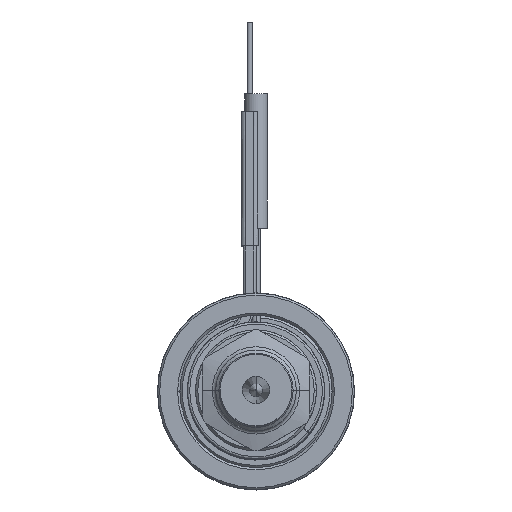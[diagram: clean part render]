
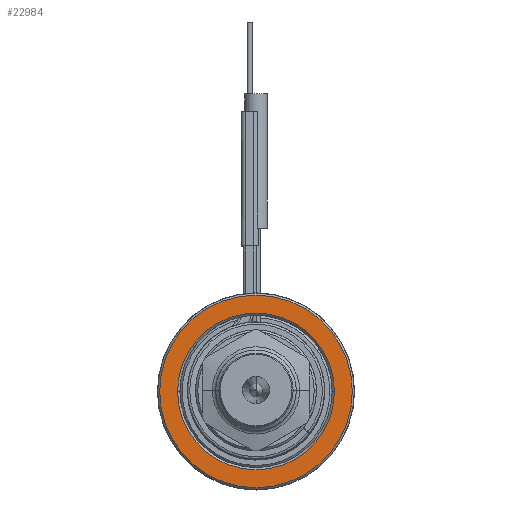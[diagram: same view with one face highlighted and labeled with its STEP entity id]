
A CAD part, top view. The second image highlights one B-rep face of the part: STEP entity #22984.
In plain terms, the highlighted planar face has unit normal (0, 0, 1).
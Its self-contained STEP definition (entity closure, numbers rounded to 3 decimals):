
#7179=CARTESIAN_POINT('',(0.,0.,40.));
#7180=DIRECTION('',(0.,0.,-1.));
#7181=DIRECTION('',(-1.,0.,0.));
#7182=AXIS2_PLACEMENT_3D('',#7179,#7180,#7181);
#7193=CARTESIAN_POINT('',(0.,0.,
40.));
#7194=DIRECTION('',(0.,0.,-1.));
#7195=DIRECTION('',(1.,0.,0.));
#7196=AXIS2_PLACEMENT_3D('',#7193,#7194,#7195);
#7207=CARTESIAN_POINT('',(0.,0.,
40.));
#7208=DIRECTION('',(0.,0.,-1.));
#7209=DIRECTION('',(1.,0.,0.));
#7210=AXIS2_PLACEMENT_3D('',#7207,#7208,#7209);
#7221=CARTESIAN_POINT('',(0.,0.,
40.));
#7222=DIRECTION('',(0.,0.,-1.));
#7223=DIRECTION('',(-1.,0.,0.));
#7224=AXIS2_PLACEMENT_3D('',#7221,#7222,#7223);
#7802=CARTESIAN_POINT('',(21.5,0.,40.));
#7803=CARTESIAN_POINT('',(-21.5,0.,40.));
#7804=VERTEX_POINT('',#7802);
#7805=VERTEX_POINT('',#7803);
#7806=CARTESIAN_POINT('',(17.5,0.,40.));
#7807=CARTESIAN_POINT('',(-17.5,0.,40.));
#7808=VERTEX_POINT('',#7806);
#7809=VERTEX_POINT('',#7807);
#22969=CARTESIAN_POINT('',(0.,0.,40.));
#22970=DIRECTION('',(0.,0.,1.));
#22971=DIRECTION('',(-1.,0.,0.));
#22972=AXIS2_PLACEMENT_3D('',#22969,#22970,#22971);
#22973=PLANE('',#22972);
#22974=ORIENTED_EDGE('',*,*,#22951,.T.);
#22975=ORIENTED_EDGE('',*,*,#22936,.T.);
#22976=EDGE_LOOP('',(#22974,#22975));
#22977=FACE_OUTER_BOUND('',#22976,.F.);
#22979=ORIENTED_EDGE('',*,*,#22978,.F.);
#22981=ORIENTED_EDGE('',*,*,#22980,.F.);
#22982=EDGE_LOOP('',(#22979,#22981));
#22983=FACE_BOUND('',#22982,.F.);
#7183=CIRCLE('',#7182,21.5);
#7197=CIRCLE('',#7196,21.5);
#7211=CIRCLE('',#7210,17.5);
#7225=CIRCLE('',#7224,17.5);
#22936=EDGE_CURVE('',#7805,#7804,#7183,.T.);
#22951=EDGE_CURVE('',#7804,#7805,#7197,.T.);
#22978=EDGE_CURVE('',#7808,#7809,#7211,.T.);
#22980=EDGE_CURVE('',#7809,#7808,#7225,.T.);
#22984=ADVANCED_FACE('',(#22977,#22983),#22973,.T.);
